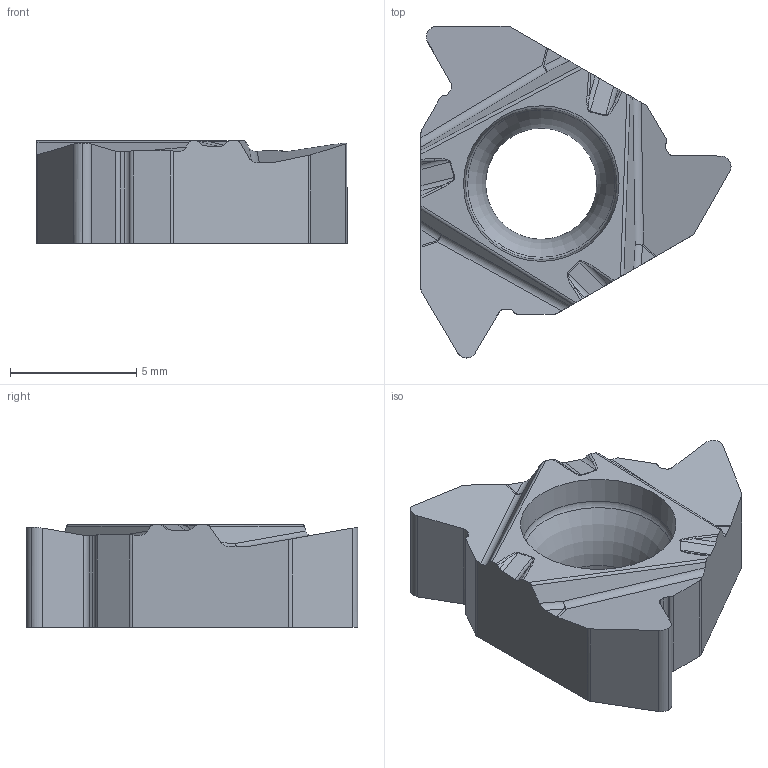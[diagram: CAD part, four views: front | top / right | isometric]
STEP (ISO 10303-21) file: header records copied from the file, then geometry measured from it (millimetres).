
FILE_DESCRIPTION(/* description */ (''),/* implementation_level */ '2;1');
FILE_NAME(/* name */ 'aaa327976_a.stp',/* time_stamp */ '2018-12-11T14:06:03+01:00',/* author */ (''),/* organization */ ('SMS'),/* preprocessor_version */ 'ST-DEVELOPER v15',/* originating_system */ 'SIEMENS PLM Software NX 8.5',/* authorisation */ '');
FILE_SCHEMA (('AUTOMOTIVE_DESIGN { 1 0 10303 214 3 1 1 1 }'));
Length unit declared in the file: millimetre
Products named in the file (1): AAA327976_A
Bounding box: 12.28 x 13.14 x 4.07 mm (x, y, z)
Volume: 293.8 mm3; surface area: 389.2 mm2
Topology: 1 solids, 1 shells, 105 faces, 290 edges, 186 vertices
Faces by surface type: cylinder 49, plane 41, bspline 9, sphere 3, torus 2, cone 1
Full cylindrical faces by diameter (mm): 4.4 x1
Entity records: 3726 total; most frequent: CARTESIAN_POINT 973, DIRECTION 589, ORIENTED_EDGE 562, EDGE_CURVE 281, AXIS2_PLACEMENT_3D 212, VERTEX_POINT 182, LINE 165, VECTOR 165
